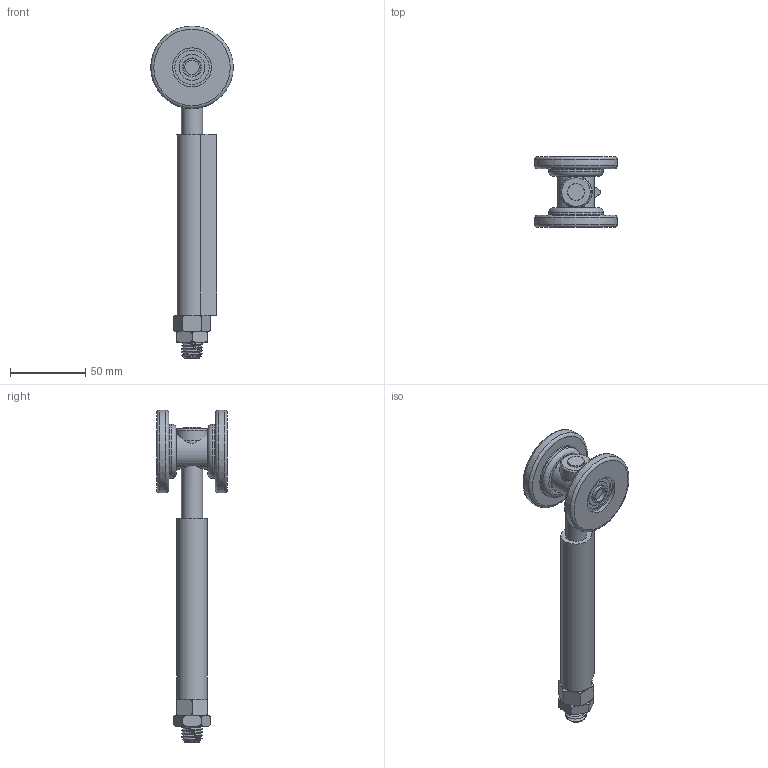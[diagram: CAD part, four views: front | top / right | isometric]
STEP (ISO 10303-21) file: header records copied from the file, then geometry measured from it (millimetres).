
FILE_DESCRIPTION(/* description */ (''),/* implementation_level */ '2;1');
FILE_NAME(/* name */ '562SOE.stp',/* time_stamp */ '2019-10-31T15:03:17+01:00',/* author */ ('DBARI'),/* organization */ (''),/* preprocessor_version */ 'ST-DEVELOPER v17.2',/* originating_system */ 'Autodesk Inventor 2019',/* authorisation */ '');
FILE_SCHEMA (('AUTOMOTIVE_DESIGN { 1 0 10303 214 3 1 1 }'));
Length unit declared in the file: millimetre
Products named in the file (12): 562 SOE; 15590; 15933; 15933_1; 15933-2; 16439; 15368; GALB55N; 15340; 09098; 06014; 06015
Assembly tree (12 placements, depth 3):
  562 SOE
    15590
    15933
      15933_1
      15933-2
    16439
    15368
    GALB55N  x2
      15340
      09098
    06014
    06015
Bounding box: 55 x 47 x 220.49 mm (x, y, z)
Volume: 107282.9 mm3; surface area: 55019.6 mm2
Topology: 27 solids, 29 shells, 242 faces, 741 edges, 513 vertices
Faces by surface type: torus 72, cylinder 68, plane 61, sphere 32, cone 5, bspline 4
Full cylindrical faces by diameter (mm): 9.5 x2, 11 x1, 11.2 x1, 11.8 x2, 11.835 x2, 12 x2, 14 x22, 14.1 x1, 14.5 x1, 14.6 x1, 17.216 x8, 20 x1, 21 x1, 21.5 x1, 22.784 x8, 24 x1, 26 x4, 28 x4, 36 x2
Entity records: 10208 total; most frequent: CARTESIAN_POINT 5195, DIRECTION 1014, ORIENTED_EDGE 936, EDGE_CURVE 468, AXIS2_PLACEMENT_3D 455, VERTEX_POINT 343, CIRCLE 260, EDGE_LOOP 205
